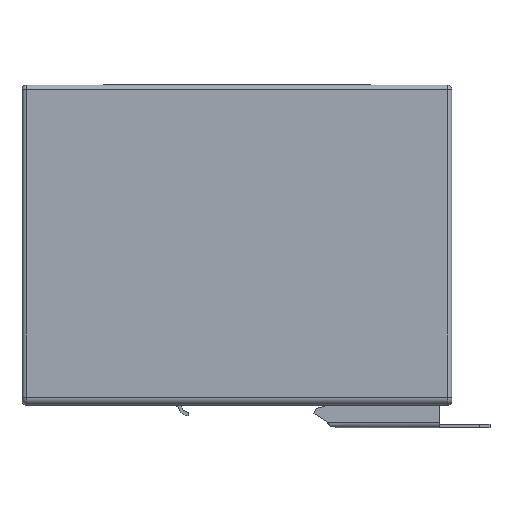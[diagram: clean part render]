
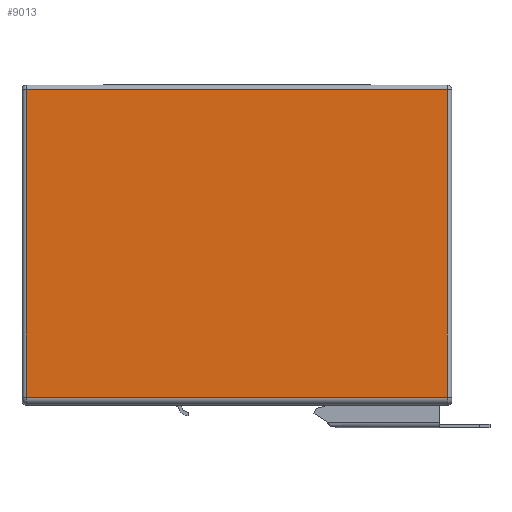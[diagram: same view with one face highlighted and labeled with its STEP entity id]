
A CAD part, left-side view. The second image highlights one B-rep face of the part: STEP entity #9013.
In plain terms, the highlighted planar face has unit normal (-1, 0, 0).
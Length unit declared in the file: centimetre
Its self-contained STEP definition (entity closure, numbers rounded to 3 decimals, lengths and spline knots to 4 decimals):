
#425=PLANE('',#9535);
#837=VECTOR('',#10171,1.);
#845=VECTOR('',#10216,1.);
#857=VECTOR('',#10260,1.);
#867=VECTOR('',#10287,1.);
#1935=LINE('',#12169,#837);
#1943=LINE('',#12210,#845);
#1955=LINE('',#12249,#857);
#1965=LINE('',#12276,#867);
#3035=VERTEX_POINT('',#12148);
#3041=VERTEX_POINT('',#12160);
#3052=VERTEX_POINT('',#12197);
#3057=VERTEX_POINT('',#12209);
#4022=EDGE_CURVE('',#3035,#3041,#1935,.T.);
#4042=EDGE_CURVE('',#3057,#3052,#1943,.T.);
#4063=EDGE_CURVE('',#3052,#3035,#1955,.T.);
#4077=EDGE_CURVE('',#3041,#3057,#1965,.T.);
#5403=ORIENTED_EDGE('',*,*,#4022,.F.);
#5404=ORIENTED_EDGE('',*,*,#4063,.F.);
#5405=ORIENTED_EDGE('',*,*,#4042,.F.);
#5406=ORIENTED_EDGE('',*,*,#4077,.F.);
#7931=EDGE_LOOP('',(#5403,#5404,#5405,#5406));
#8472=FACE_BOUND('',#7931,.T.);
#9013=ADVANCED_FACE('',(#8472),#425,.T.);
#9535=AXIS2_PLACEMENT_3D('',#12275,#10286,$);
#10171=DIRECTION('',(0.,0.,-1.));
#10216=DIRECTION('',(0.,0.,1.));
#10260=DIRECTION('',(0.,-1.,0.));
#10286=DIRECTION('',(-1.,0.,0.));
#10287=DIRECTION('',(0.,1.,0.));
#12148=CARTESIAN_POINT('',(-2.618,-5.89,8.83));
#12160=CARTESIAN_POINT('',(-2.618,-5.89,0.225));
#12169=CARTESIAN_POINT('',(-2.618,-5.89,0.));
#12197=CARTESIAN_POINT('',(-2.618,5.89,8.83));
#12209=CARTESIAN_POINT('',(-2.618,5.89,0.225));
#12210=CARTESIAN_POINT('',(-2.618,5.89,0.));
#12249=CARTESIAN_POINT('',(-2.618,0.,8.83));
#12275=CARTESIAN_POINT('',(-2.618,0.,0.));
#12276=CARTESIAN_POINT('',(-2.618,0.,0.225));
